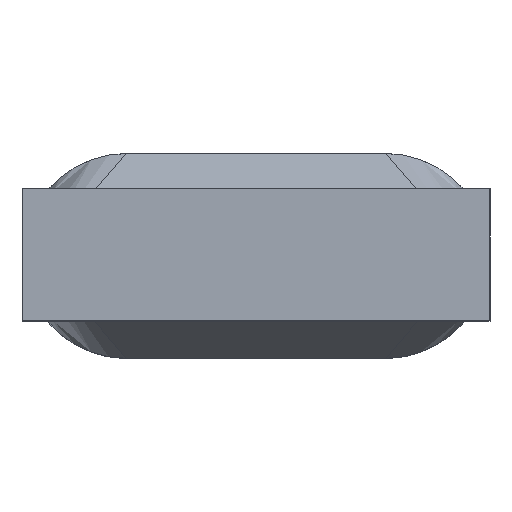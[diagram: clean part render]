
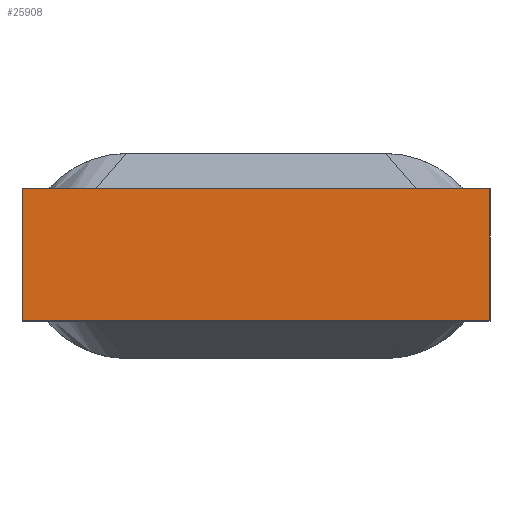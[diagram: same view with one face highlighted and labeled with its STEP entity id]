
A CAD part, top view. The second image highlights one B-rep face of the part: STEP entity #25908.
In plain terms, the highlighted face is planar.
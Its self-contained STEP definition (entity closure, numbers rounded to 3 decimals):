
#8012=ORIENTED_EDGE('',*,*,#11757,.T.);
#8013=ORIENTED_EDGE('',*,*,#11758,.F.);
#8014=ORIENTED_EDGE('',*,*,#11759,.F.);
#8015=ORIENTED_EDGE('',*,*,#11739,.T.);
#11739=EDGE_CURVE('',#14136,#14135,#17132,.T.);
#11757=EDGE_CURVE('',#14135,#14153,#17142,.T.);
#11758=EDGE_CURVE('',#14154,#14153,#17143,.T.);
#11759=EDGE_CURVE('',#14136,#14154,#17144,.T.);
#14135=VERTEX_POINT('',#41743);
#14136=VERTEX_POINT('',#41745);
#14153=VERTEX_POINT('',#41781);
#14154=VERTEX_POINT('',#41783);
#17132=LINE('',#41744,#20136);
#17142=LINE('',#41780,#20146);
#17143=LINE('',#41782,#20147);
#17144=LINE('',#41784,#20148);
#20136=VECTOR('',#34235,1000.);
#20146=VECTOR('',#34263,1000.);
#20147=VECTOR('',#34264,1000.);
#20148=VECTOR('',#34265,1000.);
#21513=EDGE_LOOP('',(#8012,#8013,#8014,#8015));
#22858=FACE_BOUND('',#21513,.T.);
#23831=PLANE('',#27746);
#25908=ADVANCED_FACE('',(#22858),#23831,.F.);
#27746=AXIS2_PLACEMENT_3D('',#41779,#34261,#34262);
#34235=DIRECTION('',(-1.,0.,0.));
#34261=DIRECTION('',(0.,1.,0.));
#34262=DIRECTION('',(0.,0.,1.));
#34263=DIRECTION('',(0.,0.,-1.));
#34264=DIRECTION('',(-1.,0.,0.));
#34265=DIRECTION('',(0.,0.,-1.));
#41743=CARTESIAN_POINT('',(-4.25,-1.25,1.2));
#41744=CARTESIAN_POINT('',(4.25,-1.25,1.2));
#41745=CARTESIAN_POINT('',(4.25,-1.25,1.2));
#41779=CARTESIAN_POINT('',(4.25,-1.25,1.2));
#41780=CARTESIAN_POINT('',(-4.25,-1.25,1.2));
#41781=CARTESIAN_POINT('',(-4.25,-1.25,-1.2));
#41782=CARTESIAN_POINT('',(4.25,-1.25,-1.2));
#41783=CARTESIAN_POINT('',(4.25,-1.25,-1.2));
#41784=CARTESIAN_POINT('',(4.25,-1.25,1.2));
